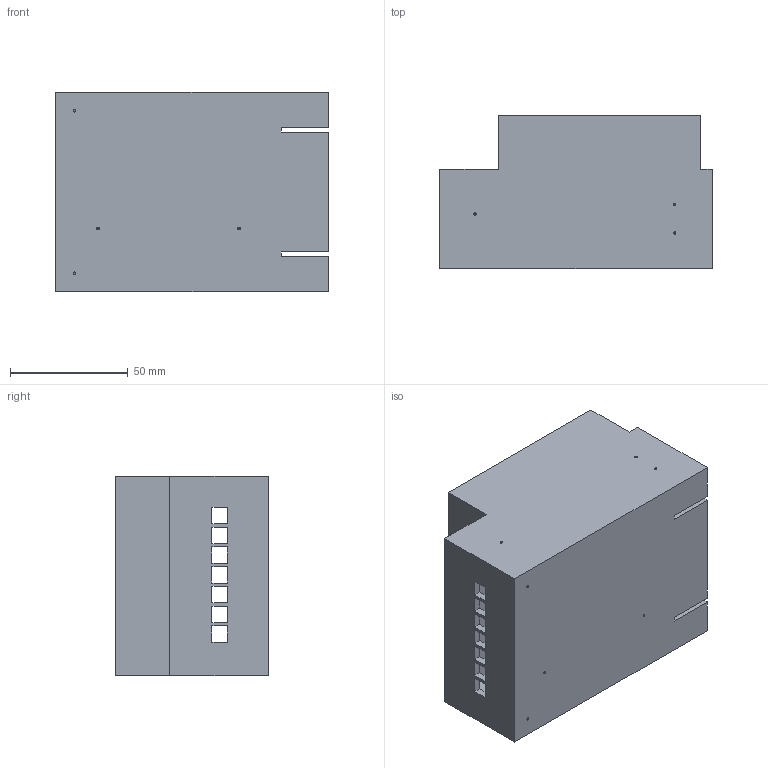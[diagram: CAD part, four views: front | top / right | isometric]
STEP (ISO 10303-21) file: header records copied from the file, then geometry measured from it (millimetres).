
FILE_DESCRIPTION (( 'STEP AP214' ), '1' );
FILE_NAME ('CASE.STEP', '2023-03-27T14:07:06', ( '' ), ( '' ), 'SwSTEP 2.0', 'SolidWorks 2023', '' );
FILE_SCHEMA (( 'AUTOMOTIVE_DESIGN' ));
Length unit declared in the file: millimetre
Products named in the file (1): CASE
Bounding box: 116 x 65 x 85 mm (x, y, z)
Volume: 98641.1 mm3; surface area: 77162.1 mm2
Topology: 1 solids, 1 shells, 314 faces, 914 edges, 602 vertices
Faces by surface type: cylinder 198, plane 94, cone 22
Entity records: 11015 total; most frequent: DIRECTION 1962, CARTESIAN_POINT 1831, ORIENTED_EDGE 1828, EDGE_CURVE 914, AXIS2_PLACEMENT_3D 733, VERTEX_POINT 602, EDGE_LOOP 540, VECTOR 496
